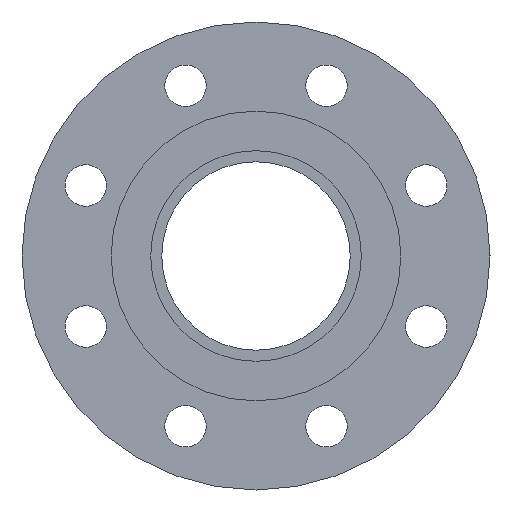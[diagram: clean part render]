
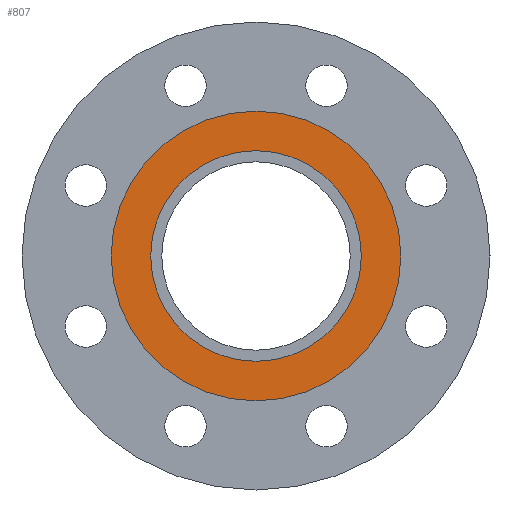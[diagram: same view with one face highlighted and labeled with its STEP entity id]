
A CAD part, left-side view. The second image highlights one B-rep face of the part: STEP entity #807.
In plain terms, the highlighted face is planar.
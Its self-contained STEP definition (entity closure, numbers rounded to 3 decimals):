
#4 = ORIENTED_EDGE ( 'NONE', *, *, #970, .F. ) ;
#16 = CARTESIAN_POINT ( 'NONE',  ( 0., 0., 30. ) ) ;
#25 = EDGE_CURVE ( 'NONE', #533, #728, #1073, .T. ) ;
#41 = CARTESIAN_POINT ( 'NONE',  ( 0., 0., 30. ) ) ;
#47 = EDGE_LOOP ( 'NONE', ( #973, #1309 ) ) ;
#49 = CARTESIAN_POINT ( 'NONE',  ( -78.6, 0., 30. ) ) ;
#193 = AXIS2_PLACEMENT_3D ( 'NONE', #993, #616, #289 ) ;
#227 = ORIENTED_EDGE ( 'NONE', *, *, #25, .F. ) ;
#238 = FACE_BOUND ( 'NONE', #1290, .T. ) ;
#247 = DIRECTION ( 'NONE',  ( 0., 0., 1. ) ) ;
#289 = DIRECTION ( 'NONE',  ( 1., 0., 0. ) ) ;
#328 = DIRECTION ( 'NONE',  ( 1., 0., 0. ) ) ;
#414 = DIRECTION ( 'NONE',  ( 1., 0., 0. ) ) ;
#502 = AXIS2_PLACEMENT_3D ( 'NONE', #16, #247, #1172 ) ;
#517 = EDGE_CURVE ( 'NONE', #968, #835, #839, .T. ) ;
#530 = DIRECTION ( 'NONE',  ( 0., 0., 1. ) ) ;
#533 = VERTEX_POINT ( 'NONE', #887 ) ;
#537 = EDGE_CURVE ( 'NONE', #835, #968, #658, .T. ) ;
#616 = DIRECTION ( 'NONE',  ( 0., 0., 1. ) ) ;
#657 = DIRECTION ( 'NONE',  ( 0., 0., 1. ) ) ;
#658 = CIRCLE ( 'NONE', #1430, 78.6 ) ;
#663 = DIRECTION ( 'NONE',  ( 0., 0., 1. ) ) ;
#728 = VERTEX_POINT ( 'NONE', #1295 ) ;
#807 = ADVANCED_FACE ( 'NONE', ( #238, #1061 ), #1284, .T. ) ;
#835 = VERTEX_POINT ( 'NONE', #1151 ) ;
#839 = CIRCLE ( 'NONE', #932, 78.6 ) ;
#861 = CIRCLE ( 'NONE', #193, 57.15 ) ;
#887 = CARTESIAN_POINT ( 'NONE',  ( -57.15, 0., 30. ) ) ;
#892 = DIRECTION ( 'NONE',  ( 1., 0., 0. ) ) ;
#932 = AXIS2_PLACEMENT_3D ( 'NONE', #41, #530, #414 ) ;
#968 = VERTEX_POINT ( 'NONE', #49 ) ;
#970 = EDGE_CURVE ( 'NONE', #728, #533, #861, .T. ) ;
#973 = ORIENTED_EDGE ( 'NONE', *, *, #537, .T. ) ;
#993 = CARTESIAN_POINT ( 'NONE',  ( 0., 0., 30. ) ) ;
#1061 = FACE_OUTER_BOUND ( 'NONE', #47, .T. ) ;
#1073 = CIRCLE ( 'NONE', #1288, 57.15 ) ;
#1144 = CARTESIAN_POINT ( 'NONE',  ( 0., 0., 30. ) ) ;
#1151 = CARTESIAN_POINT ( 'NONE',  ( 78.6, 0., 30. ) ) ;
#1172 = DIRECTION ( 'NONE',  ( 1., 0., 0. ) ) ;
#1284 = PLANE ( 'NONE',  #502 ) ;
#1288 = AXIS2_PLACEMENT_3D ( 'NONE', #1144, #657, #328 ) ;
#1290 = EDGE_LOOP ( 'NONE', ( #4, #227 ) ) ;
#1295 = CARTESIAN_POINT ( 'NONE',  ( 57.15, 0., 30. ) ) ;
#1309 = ORIENTED_EDGE ( 'NONE', *, *, #517, .T. ) ;
#1375 = CARTESIAN_POINT ( 'NONE',  ( 0., 0., 30. ) ) ;
#1430 = AXIS2_PLACEMENT_3D ( 'NONE', #1375, #663, #892 ) ;
